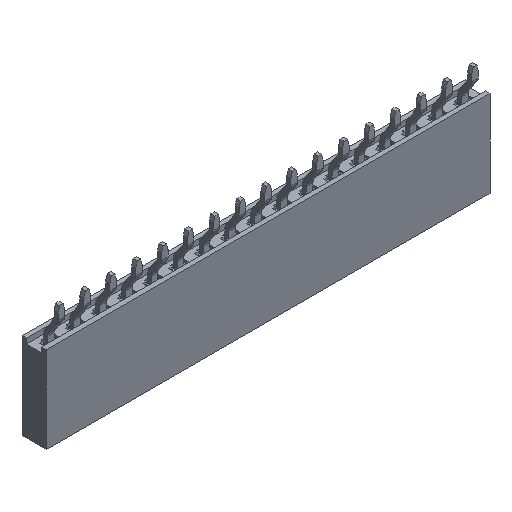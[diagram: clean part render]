
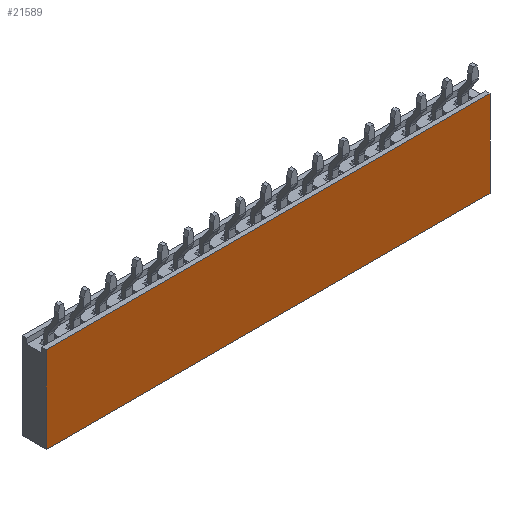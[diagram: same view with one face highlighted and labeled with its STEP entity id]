
A CAD part, isometric view. The second image highlights one B-rep face of the part: STEP entity #21589.
In plain terms, the highlighted planar face has unit normal (0, -1, 0).
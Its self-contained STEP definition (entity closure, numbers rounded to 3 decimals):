
#947 = DIRECTION ( 'NONE',  ( 1., 0., 0. ) ) ;
#1183 = CARTESIAN_POINT ( 'NONE',  ( -7.42, -1.2, 0. ) ) ;
#1699 = VECTOR ( 'NONE', #947, 1000. ) ;
#2382 = CARTESIAN_POINT ( 'NONE',  ( -51., -1.2, 8.5 ) ) ;
#3414 = ORIENTED_EDGE ( 'NONE', *, *, #15246, .F. ) ;
#5180 = LINE ( 'NONE', #13314, #12749 ) ;
#5271 = AXIS2_PLACEMENT_3D ( 'NONE', #5572, #18098, #13713 ) ;
#5297 = EDGE_LOOP ( 'NONE', ( #12016, #16364, #3414, #19709 ) ) ;
#5509 = EDGE_CURVE ( 'NONE', #25412, #8749, #10253, .T. ) ;
#5572 = CARTESIAN_POINT ( 'NONE',  ( -51., -1.2, 8.5 ) ) ;
#5747 = CARTESIAN_POINT ( 'NONE',  ( -51., -1.2, 0. ) ) ;
#7568 = PLANE ( 'NONE',  #5271 ) ;
#8749 = VERTEX_POINT ( 'NONE', #13083 ) ;
#9270 = EDGE_CURVE ( 'NONE', #11652, #23676, #5180, .T. ) ;
#9578 = DIRECTION ( 'NONE',  ( 0., 0., 1. ) ) ;
#10253 = LINE ( 'NONE', #22370, #23488 ) ;
#11652 = VERTEX_POINT ( 'NONE', #1183 ) ;
#11706 = FACE_OUTER_BOUND ( 'NONE', #5297, .T. ) ;
#12016 = ORIENTED_EDGE ( 'NONE', *, *, #19183, .T. ) ;
#12749 = VECTOR ( 'NONE', #9578, 1000. ) ;
#13083 = CARTESIAN_POINT ( 'NONE',  ( -51., -1.2, 0. ) ) ;
#13314 = CARTESIAN_POINT ( 'NONE',  ( -7.42, -1.2, 8.5 ) ) ;
#13713 = DIRECTION ( 'NONE',  ( 0., 0., 1. ) ) ;
#14016 = LINE ( 'NONE', #5747, #15168 ) ;
#14152 = CARTESIAN_POINT ( 'NONE',  ( -7.42, -1.2, 8.5 ) ) ;
#15168 = VECTOR ( 'NONE', #23994, 1000. ) ;
#15246 = EDGE_CURVE ( 'NONE', #25412, #23676, #16799, .T. ) ;
#16364 = ORIENTED_EDGE ( 'NONE', *, *, #9270, .T. ) ;
#16799 = LINE ( 'NONE', #21061, #1699 ) ;
#18098 = DIRECTION ( 'NONE',  ( 0., 1., 0. ) ) ;
#19183 = EDGE_CURVE ( 'NONE', #8749, #11652, #14016, .T. ) ;
#19709 = ORIENTED_EDGE ( 'NONE', *, *, #5509, .T. ) ;
#21061 = CARTESIAN_POINT ( 'NONE',  ( -51., -1.2, 8.5 ) ) ;
#21589 = ADVANCED_FACE ( 'NONE', ( #11706 ), #7568, .F. ) ;
#22370 = CARTESIAN_POINT ( 'NONE',  ( -51., -1.2, 8.5 ) ) ;
#23488 = VECTOR ( 'NONE', #23976, 1000. ) ;
#23676 = VERTEX_POINT ( 'NONE', #14152 ) ;
#23976 = DIRECTION ( 'NONE',  ( 0., 0., -1. ) ) ;
#23994 = DIRECTION ( 'NONE',  ( 1., 0., 0. ) ) ;
#25412 = VERTEX_POINT ( 'NONE', #2382 ) ;
